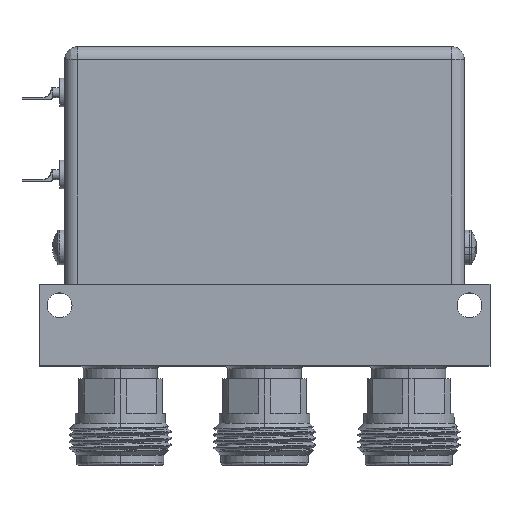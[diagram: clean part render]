
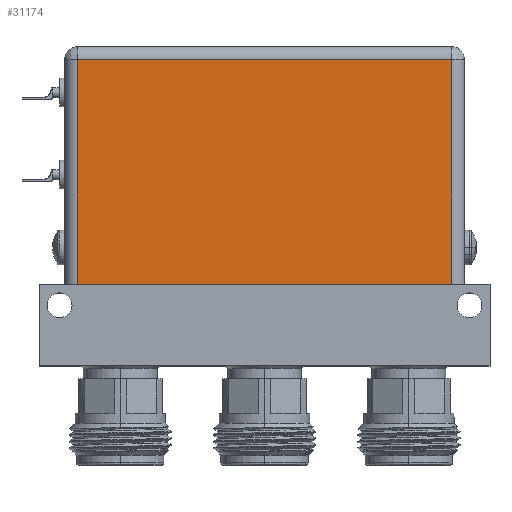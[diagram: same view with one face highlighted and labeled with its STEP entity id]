
A CAD part, top view. The second image highlights one B-rep face of the part: STEP entity #31174.
In plain terms, the highlighted face is planar.
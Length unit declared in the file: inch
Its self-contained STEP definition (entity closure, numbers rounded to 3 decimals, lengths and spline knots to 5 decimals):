
#403 = VECTOR ( 'NONE', #28016, 39.37008 ) ;
#1868 = EDGE_CURVE ( 'NONE', #16720, #12031, #19200, .T. ) ;
#2298 = PLANE ( 'NONE',  #25349 ) ;
#4086 = CARTESIAN_POINT ( 'NONE',  ( 1.141, 1.85, -0.4375 ) ) ;
#5795 = EDGE_CURVE ( 'NONE', #25605, #16720, #26689, .T. ) ;
#5857 = VECTOR ( 'NONE', #6831, 39.37008 ) ;
#6831 = DIRECTION ( 'NONE',  ( 0., -1., 0. ) ) ;
#7090 = DIRECTION ( 'NONE',  ( -1., 0., 0. ) ) ;
#8939 = CARTESIAN_POINT ( 'NONE',  ( -1.141, 1.85, -0.4375 ) ) ;
#9821 = DIRECTION ( 'NONE',  ( 1., 0., 0. ) ) ;
#11349 = VECTOR ( 'NONE', #7090, 39.37008 ) ;
#11837 = CARTESIAN_POINT ( 'NONE',  ( 1.219, 1.772, -0.4375 ) ) ;
#12031 = VERTEX_POINT ( 'NONE', #27921 ) ;
#13254 = ORIENTED_EDGE ( 'NONE', *, *, #25692, .F. ) ;
#13528 = EDGE_LOOP ( 'NONE', ( #29747, #15432, #31626, #13254 ) ) ;
#13875 = LINE ( 'NONE', #4086, #20918 ) ;
#15432 = ORIENTED_EDGE ( 'NONE', *, *, #1868, .F. ) ;
#15666 = CARTESIAN_POINT ( 'NONE',  ( 1.141, 1.772, -0.4375 ) ) ;
#16720 = VERTEX_POINT ( 'NONE', #19117 ) ;
#16817 = FACE_OUTER_BOUND ( 'NONE', #13528, .T. ) ;
#19117 = CARTESIAN_POINT ( 'NONE',  ( -1.141, 1.772, -0.4375 ) ) ;
#19200 = LINE ( 'NONE', #8939, #5857 ) ;
#20492 = LINE ( 'NONE', #25898, #403 ) ;
#20918 = VECTOR ( 'NONE', #24158, 39.37008 ) ;
#23597 = VERTEX_POINT ( 'NONE', #30082 ) ;
#24158 = DIRECTION ( 'NONE',  ( 0., 1., 0. ) ) ;
#25349 = AXIS2_PLACEMENT_3D ( 'NONE', #27119, #29702, #9821 ) ;
#25605 = VERTEX_POINT ( 'NONE', #15666 ) ;
#25692 = EDGE_CURVE ( 'NONE', #23597, #25605, #13875, .T. ) ;
#25898 = CARTESIAN_POINT ( 'NONE',  ( 1.219, 0.4, -0.4375 ) ) ;
#26689 = LINE ( 'NONE', #11837, #11349 ) ;
#27119 = CARTESIAN_POINT ( 'NONE',  ( 1.219, 1.85, -0.4375 ) ) ;
#27921 = CARTESIAN_POINT ( 'NONE',  ( -1.141, 0.4, -0.4375 ) ) ;
#28016 = DIRECTION ( 'NONE',  ( 1., 0., 0. ) ) ;
#29702 = DIRECTION ( 'NONE',  ( 0., 0., 1. ) ) ;
#29747 = ORIENTED_EDGE ( 'NONE', *, *, #30616, .F. ) ;
#30082 = CARTESIAN_POINT ( 'NONE',  ( 1.141, 0.4, -0.4375 ) ) ;
#30616 = EDGE_CURVE ( 'NONE', #12031, #23597, #20492, .T. ) ;
#31174 = ADVANCED_FACE ( 'NONE', ( #16817 ), #2298, .F. ) ;
#31626 = ORIENTED_EDGE ( 'NONE', *, *, #5795, .F. ) ;
